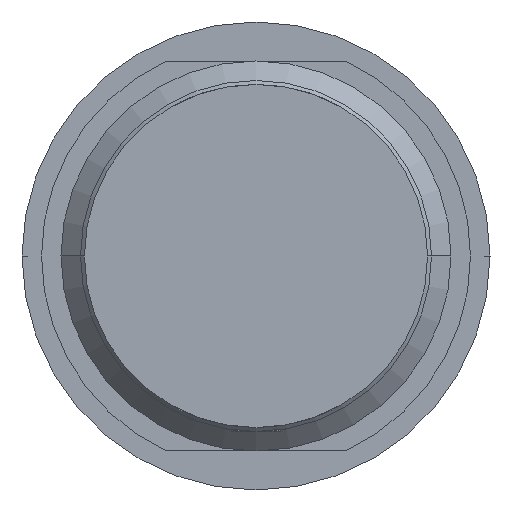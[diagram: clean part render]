
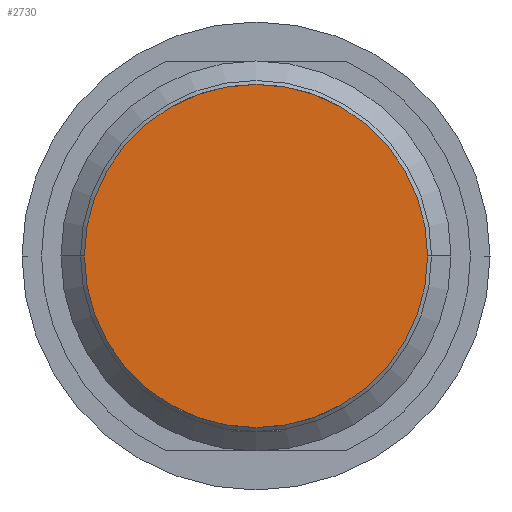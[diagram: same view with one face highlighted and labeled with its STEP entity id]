
A CAD part, front view. The second image highlights one B-rep face of the part: STEP entity #2730.
In plain terms, the highlighted planar face has unit normal (0, -1, 0).
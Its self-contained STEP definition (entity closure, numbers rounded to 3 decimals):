
#77 = EDGE_CURVE ( 'Defeature ausgef�hrt1_12+Defeature ausgef�hrt1_19+Defeature ausgef�hrt1_19+Defeature ausgef�hrt1_19', #3970, #664, #3986, .T. ) ;
#223 = DIRECTION ( 'NONE',  ( 0., -1., 0. ) ) ;
#252 = CIRCLE ( 'NONE', #3812, 2.2 ) ;
#270 = EDGE_CURVE ( 'Defeature ausgef�hrt1_12+Defeature ausgef�hrt1_19+Defeature ausgef�hrt1_19+Defeature ausgef�hrt1_19', #664, #3970, #252, .T. ) ;
#561 = CARTESIAN_POINT ( 'NONE',  ( -2.2, 0., 0. ) ) ;
#612 = DIRECTION ( 'NONE',  ( 0., 1., 0. ) ) ;
#664 = VERTEX_POINT ( 'NONE', #561 ) ;
#672 = DIRECTION ( 'NONE',  ( 0., -1., 0. ) ) ;
#722 = CARTESIAN_POINT ( 'NONE',  ( 2.2, 0., 0. ) ) ;
#752 = ORIENTED_EDGE ( 'NONE', *, *, #270, .T. ) ;
#927 = PLANE ( 'NONE',  #2954 ) ;
#1490 = DIRECTION ( 'NONE',  ( -1., 0., 0. ) ) ;
#2631 = ORIENTED_EDGE ( 'NONE', *, *, #77, .T. ) ;
#2662 = FACE_OUTER_BOUND ( 'NONE', #3276, .T. ) ;
#2730 = ADVANCED_FACE ( 'Defeature ausgef�hrt1_12', ( #2662 ), #927, .F. ) ;
#2914 = AXIS2_PLACEMENT_3D ( 'NONE', #4020, #223, #1490 ) ;
#2954 = AXIS2_PLACEMENT_3D ( 'NONE', #4053, #612, #3434 ) ;
#3200 = DIRECTION ( 'NONE',  ( -1., 0., 0. ) ) ;
#3276 = EDGE_LOOP ( 'NONE', ( #752, #2631 ) ) ;
#3434 = DIRECTION ( 'NONE',  ( 1., 0., 0. ) ) ;
#3797 = CARTESIAN_POINT ( 'NONE',  ( 0., 0., 0. ) ) ;
#3812 = AXIS2_PLACEMENT_3D ( 'NONE', #3797, #672, #3200 ) ;
#3970 = VERTEX_POINT ( 'NONE', #722 ) ;
#3986 = CIRCLE ( 'NONE', #2914, 2.2 ) ;
#4020 = CARTESIAN_POINT ( 'NONE',  ( 0., 0., 0. ) ) ;
#4053 = CARTESIAN_POINT ( 'NONE',  ( 0., 0., -1.9 ) ) ;
